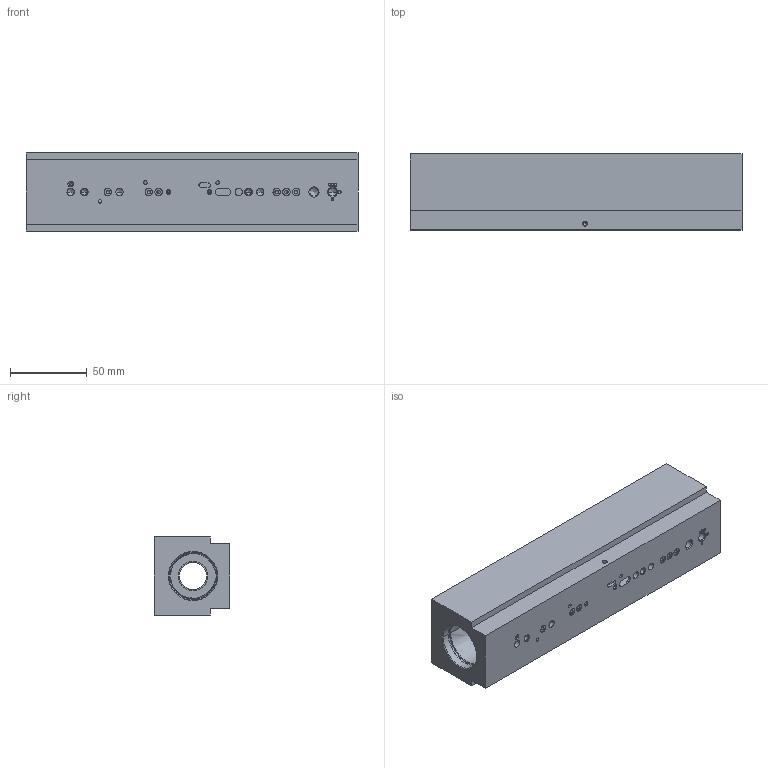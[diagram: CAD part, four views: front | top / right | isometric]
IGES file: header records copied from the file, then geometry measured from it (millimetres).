
Global section: file name: No Iges File Name specified; native system: Autodesk Inventor 2011; preprocessor: AutoDesk Inventor Iges Exporter R2011; author: Ydna; date: 20140831.140440; units: inch
Bounding box: 215.9 x 49.4 x 50.8 mm (x, y, z)
Volume: 370651.9 mm3; surface area: 73863.2 mm2
Topology: 1 solids, 1 shells, 218 faces, 545 edges, 331 vertices
Faces by surface type: revolution 171, plane 34, cylinder 6, bspline 5, cone 2
